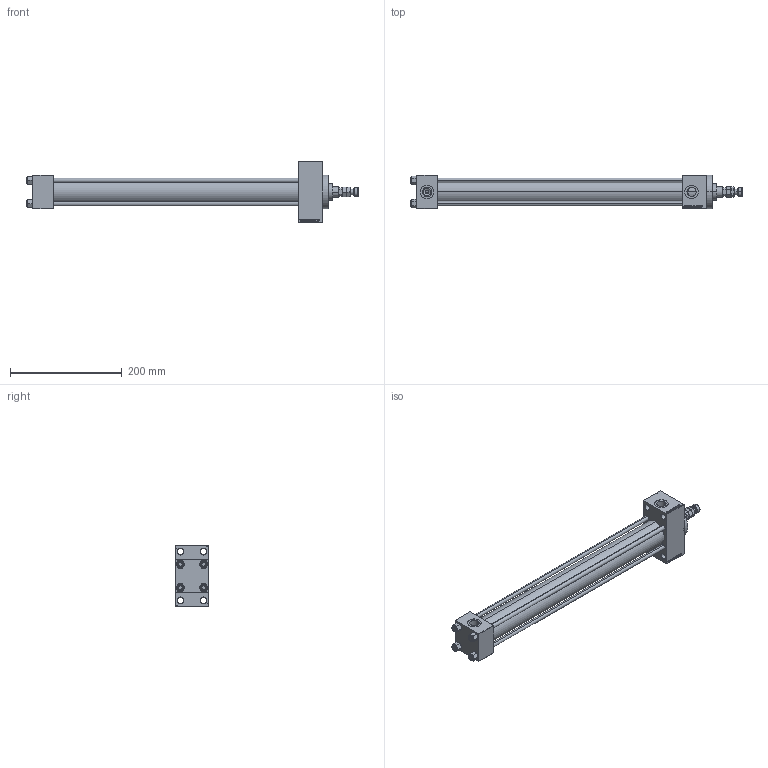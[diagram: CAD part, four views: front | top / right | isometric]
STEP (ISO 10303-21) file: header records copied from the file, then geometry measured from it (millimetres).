
FILE_DESCRIPTION (( 'STEP AP203' ), '1' );
FILE_NAME ('e9ca.STEP', '2022-04-14T18:04:23', ( '' ), ( '' ), 'SwSTEP 2.0', 'SolidWorks 2019', '' );
FILE_SCHEMA (( 'CONFIG_CONTROL_DESIGN' ));
Length unit declared in the file: millimetre
Products named in the file (7): e9ca; V215CR_D_TYCINKA 9ad05a7741d3c51239695fbb1b5e107e; MFA 9ad05a7741d3c51239695fbb1b5e107e; NUT_M5_D 9ad05a7741d3c51239695fbb1b5e107e; V215CR_VCP_D 9ad05a7741d3c51239695fbb1b5e107e; V215_VC_A 9ad05a7741d3c51239695fbb1b5e107e; V215CR_D_Body 9ad05a7741d3c51239695fbb1b5e107e
Assembly tree (12 placements, depth 2):
  e9ca
    V215CR_D_Body 9ad05a7741d3c51239695fbb1b5e107e
    V215CR_VCP_D 9ad05a7741d3c51239695fbb1b5e107e
    NUT_M5_D 9ad05a7741d3c51239695fbb1b5e107e  x4
    V215CR_D_TYCINKA 9ad05a7741d3c51239695fbb1b5e107e  x4
    V215_VC_A 9ad05a7741d3c51239695fbb1b5e107e
    MFA 9ad05a7741d3c51239695fbb1b5e107e
Bounding box: 593 x 60 x 109 mm (x, y, z)
Volume: 844838.7 mm3; surface area: 286925.9 mm2
Topology: 12 solids, 12 shells, 1164 faces, 2877 edges, 1851 vertices
Faces by surface type: plane 516, bspline 368, cone 172, cylinder 96, torus 12
Entity records: 49102 total; most frequent: CARTESIAN_POINT 25638, ORIENTED_EDGE 5246, DIRECTION 3443, EDGE_CURVE 2623, VERTEX_POINT 1707, VECTOR 1531, LINE 1531, EDGE_LOOP 1178
